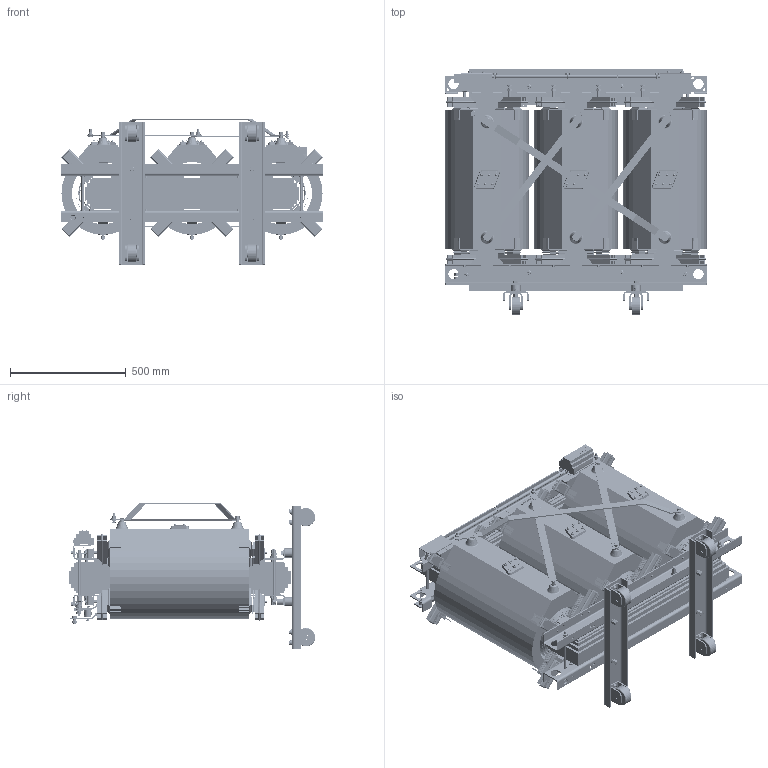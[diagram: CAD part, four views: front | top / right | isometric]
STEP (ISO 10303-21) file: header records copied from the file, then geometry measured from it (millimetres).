
FILE_DESCRIPTION (( 'STEP AP214' ), '1' );
FILE_NAME ('ﾒﾋﾑ-160 ﾄ.Y (ﾀ) Uk=4%.STEP', '2023-06-08T05:58:07', ( '' ), ( '' ), 'SwSTEP 2.0', 'SolidWorks 2010', '' );
FILE_SCHEMA (( 'AUTOMOTIVE_DESIGN' ));
Length unit declared in the file: millimetre
Products named in the file (1): ﾒﾋﾑ-160 ﾄ.Y (ﾀ) Uk=4%
Bounding box: 1133.29 x 1066.46 x 630.18 mm (x, y, z)
Surface area: 18729252.2 mm2 (no closed solid volume)
Topology: 0 solids, 1194 shells, 6668 faces, 44383 edges, 38044 vertices
Faces by surface type: plane 4403, cylinder 1850, cone 320, sphere 40, torus 28, bspline 27
Entity records: 500202 total; most frequent: CARTESIAN_POINT 106908, DIRECTION 61252, ORIENTED_EDGE 53982, EDGE_CURVE 44377, VERTEX_POINT 38044, LINE 36460, VECTOR 36460, AXIS2_PLACEMENT_3D 12396
